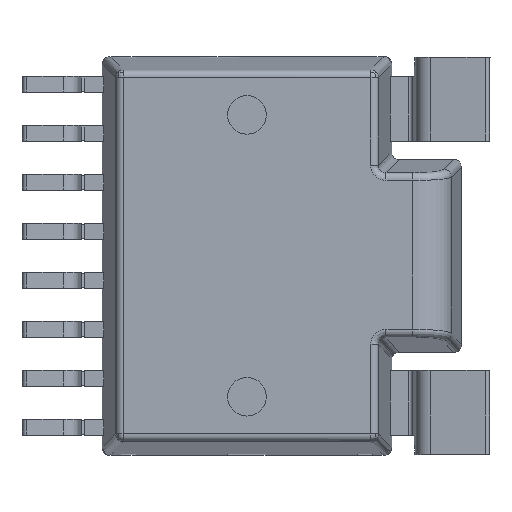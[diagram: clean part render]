
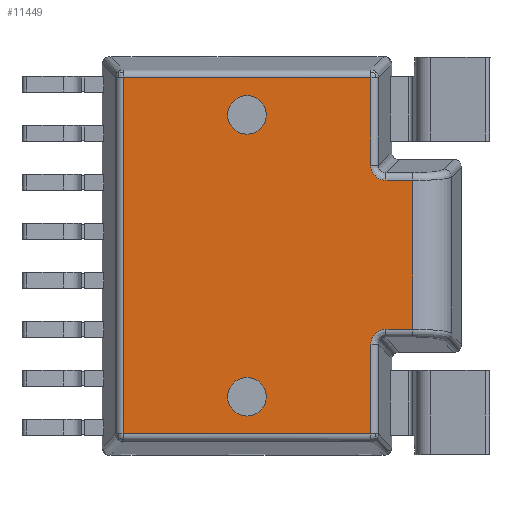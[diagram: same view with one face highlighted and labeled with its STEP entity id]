
A CAD part, top view. The second image highlights one B-rep face of the part: STEP entity #11449.
In plain terms, the highlighted planar face has unit normal (0, 0, 1).
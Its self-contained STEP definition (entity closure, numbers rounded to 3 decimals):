
#258=FACE_BOUND('',#1769,.T.);
#259=FACE_BOUND('',#1770,.T.);
#364=B_SPLINE_CURVE_WITH_KNOTS('',6,(#19053,#19054,#19055,#19056,#19057,
#19058,#19059),.UNSPECIFIED.,.F.,.F.,(7,7),(0.,1.),.UNSPECIFIED.);
#365=B_SPLINE_CURVE_WITH_KNOTS('',6,(#19063,#19064,#19065,#19066,#19067,
#19068,#19069),.UNSPECIFIED.,.F.,.F.,(7,7),(0.,1.),.UNSPECIFIED.);
#751=CIRCLE('',#12246,0.5);
#752=CIRCLE('',#12255,0.5);
#1117=FACE_OUTER_BOUND('',#1768,.T.);
#1768=EDGE_LOOP('',(#8586,#8587,#8588,#8589,#8590,#8591,#8592,#8593,#8594,
#8595));
#1769=EDGE_LOOP('',(#8596));
#1770=EDGE_LOOP('',(#8597));
#2555=LINE('',#17066,#3814);
#2657=LINE('',#19043,#3916);
#2658=LINE('',#19045,#3917);
#2659=LINE('',#19047,#3918);
#2660=LINE('',#19049,#3919);
#2661=LINE('',#19051,#3920);
#2662=LINE('',#19060,#3921);
#2663=LINE('',#19062,#3922);
#3814=VECTOR('',#13765,1.);
#3916=VECTOR('',#13937,10.);
#3917=VECTOR('',#13938,10.);
#3918=VECTOR('',#13939,10.);
#3919=VECTOR('',#13940,10.);
#3920=VECTOR('',#13941,10.);
#3921=VECTOR('',#13942,10.);
#3922=VECTOR('',#13943,10.);
#5046=VERTEX_POINT('',#17059);
#5049=VERTEX_POINT('',#17064);
#5126=VERTEX_POINT('',#19004);
#5133=VERTEX_POINT('',#19033);
#5134=VERTEX_POINT('',#19041);
#5135=VERTEX_POINT('',#19042);
#5136=VERTEX_POINT('',#19044);
#5137=VERTEX_POINT('',#19046);
#5138=VERTEX_POINT('',#19048);
#5139=VERTEX_POINT('',#19050);
#5140=VERTEX_POINT('',#19052);
#5141=VERTEX_POINT('',#19061);
#6281=EDGE_CURVE('',#5046,#5049,#2555,.T.);
#6374=EDGE_CURVE('',#5126,#5126,#751,.T.);
#6388=EDGE_CURVE('',#5133,#5133,#752,.T.);
#6392=EDGE_CURVE('',#5134,#5135,#2657,.T.);
#6393=EDGE_CURVE('',#5136,#5135,#2658,.T.);
#6394=EDGE_CURVE('',#5137,#5136,#2659,.T.);
#6395=EDGE_CURVE('',#5138,#5137,#2660,.T.);
#6396=EDGE_CURVE('',#5138,#5139,#2661,.T.);
#6397=EDGE_CURVE('',#5140,#5139,#364,.T.);
#6398=EDGE_CURVE('',#5140,#5046,#2662,.T.);
#6399=EDGE_CURVE('',#5049,#5141,#2663,.T.);
#6400=EDGE_CURVE('',#5134,#5141,#365,.T.);
#8586=ORIENTED_EDGE('',*,*,#6392,.T.);
#8587=ORIENTED_EDGE('',*,*,#6393,.F.);
#8588=ORIENTED_EDGE('',*,*,#6394,.F.);
#8589=ORIENTED_EDGE('',*,*,#6395,.F.);
#8590=ORIENTED_EDGE('',*,*,#6396,.T.);
#8591=ORIENTED_EDGE('',*,*,#6397,.F.);
#8592=ORIENTED_EDGE('',*,*,#6398,.T.);
#8593=ORIENTED_EDGE('',*,*,#6281,.T.);
#8594=ORIENTED_EDGE('',*,*,#6399,.T.);
#8595=ORIENTED_EDGE('',*,*,#6400,.F.);
#8596=ORIENTED_EDGE('',*,*,#6388,.T.);
#8597=ORIENTED_EDGE('',*,*,#6374,.T.);
#10917=PLANE('',#12258);
#11449=ADVANCED_FACE('',(#1117,#258,#259),#10917,.T.);
#12246=AXIS2_PLACEMENT_3D('',#19005,#13895,#13896);
#12255=AXIS2_PLACEMENT_3D('',#19034,#13926,#13927);
#12258=AXIS2_PLACEMENT_3D('',#19040,#13935,#13936);
#13765=DIRECTION('',(0.,1.,0.));
#13895=DIRECTION('center_axis',(0.,0.,-1.));
#13896=DIRECTION('ref_axis',(-1.,0.,0.));
#13926=DIRECTION('center_axis',(0.,0.,-1.));
#13927=DIRECTION('ref_axis',(-1.,0.,0.));
#13935=DIRECTION('center_axis',(0.,0.,1.));
#13936=DIRECTION('ref_axis',(1.,0.,0.));
#13937=DIRECTION('',(0.,1.,0.));
#13938=DIRECTION('',(1.,0.,0.));
#13939=DIRECTION('',(0.,1.,0.));
#13940=DIRECTION('',(-1.,0.,0.));
#13941=DIRECTION('',(0.,1.,0.));
#13942=DIRECTION('',(1.,0.,0.));
#13943=DIRECTION('',(-1.,0.,0.));
#17059=CARTESIAN_POINT('',(10776.72,-2323.379,3.075));
#17064=CARTESIAN_POINT('',(10776.72,-2319.521,3.075));
#17066=CARTESIAN_POINT('',(10776.72,-2317.115,3.075));
#19004=CARTESIAN_POINT('',(10772.924,-2325.125,3.075));
#19005=CARTESIAN_POINT('Origin',(10772.424,-2325.125,3.075));
#19033=CARTESIAN_POINT('',(10772.924,-2317.822,3.075));
#19034=CARTESIAN_POINT('Origin',(10772.424,-2317.822,3.075));
#19040=CARTESIAN_POINT('Origin',(10769.003,-2317.115,3.075));
#19041=CARTESIAN_POINT('',(10775.628,-2319.124,3.075));
#19042=CARTESIAN_POINT('',(10775.628,-2316.859,3.075));
#19043=CARTESIAN_POINT('',(10775.628,-2319.124,3.075));
#19044=CARTESIAN_POINT('',(10769.22,-2316.859,3.075));
#19045=CARTESIAN_POINT('',(10769.22,-2316.859,3.075));
#19046=CARTESIAN_POINT('',(10769.22,-2326.089,3.075));
#19047=CARTESIAN_POINT('',(10769.22,-2326.089,3.075));
#19048=CARTESIAN_POINT('',(10775.628,-2326.089,3.075));
#19049=CARTESIAN_POINT('',(10775.628,-2326.089,3.075));
#19050=CARTESIAN_POINT('',(10775.628,-2323.776,3.075));
#19051=CARTESIAN_POINT('',(10775.628,-2326.089,3.075));
#19052=CARTESIAN_POINT('',(10776.024,-2323.379,3.075));
#19053=CARTESIAN_POINT('Ctrl Pts',(10776.024,-2323.379,3.075));
#19054=CARTESIAN_POINT('Ctrl Pts',(10775.92,-2323.379,3.075));
#19055=CARTESIAN_POINT('Ctrl Pts',(10775.82,-2323.417,3.075));
#19056=CARTESIAN_POINT('Ctrl Pts',(10775.733,-2323.484,3.075));
#19057=CARTESIAN_POINT('Ctrl Pts',(10775.666,-2323.572,3.075));
#19058=CARTESIAN_POINT('Ctrl Pts',(10775.628,-2323.672,3.075));
#19059=CARTESIAN_POINT('Ctrl Pts',(10775.628,-2323.776,3.075));
#19060=CARTESIAN_POINT('',(10776.024,-2323.379,3.075));
#19061=CARTESIAN_POINT('',(10776.025,-2319.521,3.075));
#19062=CARTESIAN_POINT('',(10776.72,-2319.521,3.075));
#19063=CARTESIAN_POINT('Ctrl Pts',(10775.628,-2319.124,3.075));
#19064=CARTESIAN_POINT('Ctrl Pts',(10775.628,-2319.228,3.075));
#19065=CARTESIAN_POINT('Ctrl Pts',(10775.666,-2319.328,3.075));
#19066=CARTESIAN_POINT('Ctrl Pts',(10775.733,-2319.416,3.075));
#19067=CARTESIAN_POINT('Ctrl Pts',(10775.821,-2319.484,3.075));
#19068=CARTESIAN_POINT('Ctrl Pts',(10775.921,-2319.521,3.075));
#19069=CARTESIAN_POINT('Ctrl Pts',(10776.025,-2319.521,3.075));
